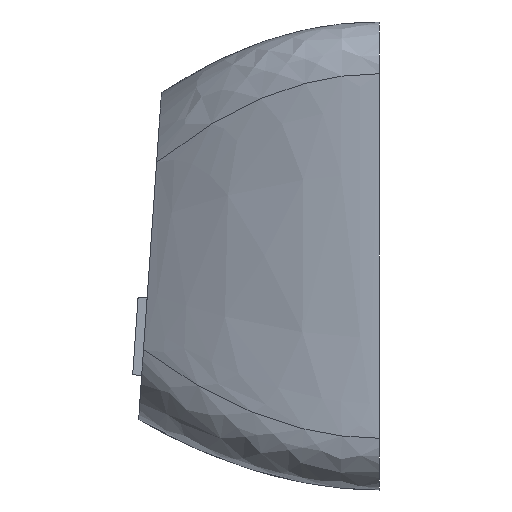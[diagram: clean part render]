
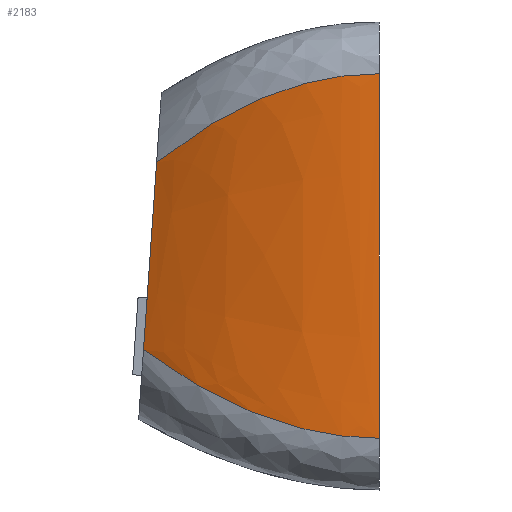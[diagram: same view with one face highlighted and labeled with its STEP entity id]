
A CAD part, left-side view. The second image highlights one B-rep face of the part: STEP entity #2183.
In plain terms, the highlighted free-form (B-spline) face has degree [3, 3] with [4, 4] control points.
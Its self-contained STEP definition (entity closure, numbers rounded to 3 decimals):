
#63=B_SPLINE_SURFACE_WITH_KNOTS('',3,3,((#3945,#3946,#3947,#3948),(#3949,
#3950,#3951,#3952),(#3953,#3954,#3955,#3956),(#3957,#3958,#3959,#3960)),
 .UNSPECIFIED.,.F.,.F.,.F.,(4,4),(4,4),(0.,1.),(0.,1.),.UNSPECIFIED.);
#125=B_SPLINE_CURVE_WITH_KNOTS('',3,(#3941,#3942,#3943,#3944),
 .UNSPECIFIED.,.F.,.F.,(4,4),(0.,1.),.UNSPECIFIED.);
#126=B_SPLINE_CURVE_WITH_KNOTS('',3,(#3961,#3962,#3963,#3964),
 .UNSPECIFIED.,.F.,.F.,(4,4),(0.,1.),.UNSPECIFIED.);
#198=FACE_OUTER_BOUND('',#324,.T.);
#324=EDGE_LOOP('',(#1703,#1704,#1705,#1706));
#482=LINE('',#3420,#719);
#485=LINE('',#3821,#722);
#719=VECTOR('',#2522,10.);
#722=VECTOR('',#2533,10.);
#953=VERTEX_POINT('',#3417);
#954=VERTEX_POINT('',#3419);
#967=VERTEX_POINT('',#3818);
#968=VERTEX_POINT('',#3820);
#1203=EDGE_CURVE('',#953,#954,#482,.T.);
#1225=EDGE_CURVE('',#968,#967,#485,.T.);
#1235=EDGE_CURVE('',#953,#968,#125,.T.);
#1236=EDGE_CURVE('',#954,#967,#126,.T.);
#1703=ORIENTED_EDGE('',*,*,#1203,.F.);
#1704=ORIENTED_EDGE('',*,*,#1235,.T.);
#1705=ORIENTED_EDGE('',*,*,#1225,.T.);
#1706=ORIENTED_EDGE('',*,*,#1236,.F.);
#2183=ADVANCED_FACE('',(#198),#63,.F.);
#2522=DIRECTION('',(0.,-0.07,0.998));
#2533=DIRECTION('',(0.,0.,1.));
#3417=CARTESIAN_POINT('',(2.7,9.12,5.431));
#3419=CARTESIAN_POINT('',(2.7,8.614,12.669));
#3420=CARTESIAN_POINT('',(2.7,8.614,12.669));
#3818=CARTESIAN_POINT('',(0.,0.,16.1));
#3820=CARTESIAN_POINT('',(0.,0.,2.));
#3821=CARTESIAN_POINT('',(0.,0.,16.1));
#3941=CARTESIAN_POINT('Ctrl Pts',(2.7,9.12,5.431));
#3942=CARTESIAN_POINT('Ctrl Pts',(0.9,6.08,3.144));
#3943=CARTESIAN_POINT('Ctrl Pts',(0.,2.956,
2.));
#3944=CARTESIAN_POINT('Ctrl Pts',(0.,0.,
2.));
#3945=CARTESIAN_POINT('Ctrl Pts',(2.7,9.12,5.431));
#3946=CARTESIAN_POINT('Ctrl Pts',(0.9,6.08,3.144));
#3947=CARTESIAN_POINT('Ctrl Pts',(0.,2.956,
2.));
#3948=CARTESIAN_POINT('Ctrl Pts',(0.,0.,
2.));
#3949=CARTESIAN_POINT('Ctrl Pts',(2.7,9.022,6.841));
#3950=CARTESIAN_POINT('Ctrl Pts',(0.939,6.014,4.776));
#3951=CARTESIAN_POINT('Ctrl Pts',(0.,2.956,
3.047));
#3952=CARTESIAN_POINT('Ctrl Pts',(0.,0.,
3.047));
#3953=CARTESIAN_POINT('Ctrl Pts',(2.7,8.713,11.259));
#3954=CARTESIAN_POINT('Ctrl Pts',(0.939,5.808,13.324));
#3955=CARTESIAN_POINT('Ctrl Pts',(0.,2.956,
15.053));
#3956=CARTESIAN_POINT('Ctrl Pts',(0.,0.,
15.053));
#3957=CARTESIAN_POINT('Ctrl Pts',(2.7,8.614,12.669));
#3958=CARTESIAN_POINT('Ctrl Pts',(0.9,5.743,14.956));
#3959=CARTESIAN_POINT('Ctrl Pts',(0.,2.956,
16.1));
#3960=CARTESIAN_POINT('Ctrl Pts',(0.,0.,16.1));
#3961=CARTESIAN_POINT('Ctrl Pts',(2.7,8.614,12.669));
#3962=CARTESIAN_POINT('Ctrl Pts',(0.9,5.743,14.956));
#3963=CARTESIAN_POINT('Ctrl Pts',(0.,2.956,
16.1));
#3964=CARTESIAN_POINT('Ctrl Pts',(0.,0.,16.1));
